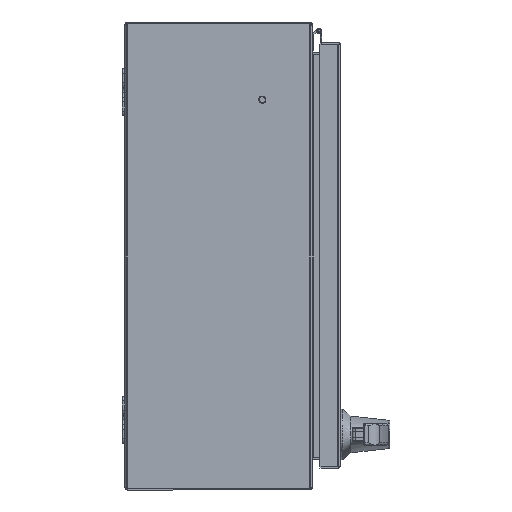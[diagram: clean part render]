
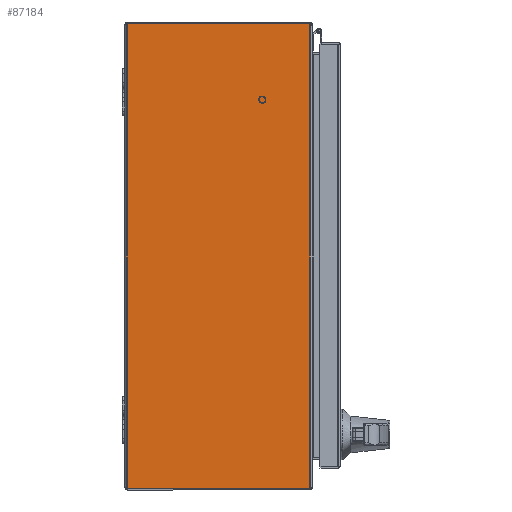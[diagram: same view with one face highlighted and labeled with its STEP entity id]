
A CAD part, front view. The second image highlights one B-rep face of the part: STEP entity #87184.
In plain terms, the highlighted face is planar.
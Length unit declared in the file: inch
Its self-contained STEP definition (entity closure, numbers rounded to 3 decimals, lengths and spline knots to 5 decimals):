
#1562 = CARTESIAN_POINT ( 'NONE',  ( 9.92789, -7.85858, -15. ) ) ;
#4399 = EDGE_LOOP ( 'NONE', ( #43310, #33775, #36766, #91029, #53431, #100291 ) ) ;
#5573 = CARTESIAN_POINT ( 'NONE',  ( 9.82789, -7.85858, -15. ) ) ;
#8576 = DIRECTION ( 'NONE',  ( 0., 0., 1. ) ) ;
#14147 = DIRECTION ( 'NONE',  ( 0., 0., 1. ) ) ;
#14604 = DIRECTION ( 'NONE',  ( -1., 0., 0. ) ) ;
#16969 = CARTESIAN_POINT ( 'NONE',  ( -9.92789, -7.85858, -15. ) ) ;
#23809 = DIRECTION ( 'NONE',  ( 1., 0., 0. ) ) ;
#26324 = VECTOR ( 'NONE', #70286, 39.37008 ) ;
#26906 = VECTOR ( 'NONE', #89068, 39.37008 ) ;
#27794 = CARTESIAN_POINT ( 'NONE',  ( -9.92789, -0.108, -15. ) ) ;
#31671 = LINE ( 'NONE', #68072, #26324 ) ;
#33320 = EDGE_CURVE ( 'NONE', #54034, #88828, #87340, .T. ) ;
#33775 = ORIENTED_EDGE ( 'NONE', *, *, #37497, .F. ) ;
#33881 = DIRECTION ( 'NONE',  ( 1., 0., 0. ) ) ;
#34963 = PLANE ( 'NONE',  #73836 ) ;
#36534 = VECTOR ( 'NONE', #49517, 39.37008 ) ;
#36766 = ORIENTED_EDGE ( 'NONE', *, *, #33320, .F. ) ;
#37497 = EDGE_CURVE ( 'NONE', #88828, #45955, #83397, .T. ) ;
#41912 = EDGE_CURVE ( 'NONE', #97690, #61431, #31671, .T. ) ;
#43310 = ORIENTED_EDGE ( 'NONE', *, *, #56298, .F. ) ;
#45955 = VERTEX_POINT ( 'NONE', #58513 ) ;
#46544 = FACE_OUTER_BOUND ( 'NONE', #4399, .T. ) ;
#47208 = VECTOR ( 'NONE', #61519, 39.37008 ) ;
#47650 = AXIS2_PLACEMENT_3D ( 'NONE', #5573, #14147, #23809 ) ;
#47692 = DIRECTION ( 'NONE',  ( 0., 0., 1. ) ) ;
#49517 = DIRECTION ( 'NONE',  ( -1., 0., 0. ) ) ;
#53431 = ORIENTED_EDGE ( 'NONE', *, *, #65544, .F. ) ;
#53819 = CARTESIAN_POINT ( 'NONE',  ( 9.92789, -0.108, -15. ) ) ;
#54034 = VERTEX_POINT ( 'NONE', #16969 ) ;
#56298 = EDGE_CURVE ( 'NONE', #45955, #97690, #69903, .T. ) ;
#58513 = CARTESIAN_POINT ( 'NONE',  ( 9.92214, -7.892, -15. ) ) ;
#61431 = VERTEX_POINT ( 'NONE', #53819 ) ;
#61460 = VERTEX_POINT ( 'NONE', #27794 ) ;
#61519 = DIRECTION ( 'NONE',  ( 1., 0., 0. ) ) ;
#63281 = LINE ( 'NONE', #75336, #36534 ) ;
#65544 = EDGE_CURVE ( 'NONE', #61431, #61460, #63281, .T. ) ;
#66167 = AXIS2_PLACEMENT_3D ( 'NONE', #98979, #47692, #14604 ) ;
#67491 = CARTESIAN_POINT ( 'NONE',  ( -9.92214, -7.892, -15. ) ) ;
#68072 = CARTESIAN_POINT ( 'NONE',  ( 9.92789, 0., -15. ) ) ;
#69903 = CIRCLE ( 'NONE', #47650, 0.1 ) ;
#70286 = DIRECTION ( 'NONE',  ( 0., 1., 0. ) ) ;
#73836 = AXIS2_PLACEMENT_3D ( 'NONE', #85050, #8576, #33881 ) ;
#74729 = CARTESIAN_POINT ( 'NONE',  ( -69.406, -7.892, -15. ) ) ;
#75336 = CARTESIAN_POINT ( 'NONE',  ( 9.892, -0.108, -15. ) ) ;
#83397 = LINE ( 'NONE', #74729, #47208 ) ;
#85050 = CARTESIAN_POINT ( 'NONE',  ( -69.406, 0., -15. ) ) ;
#87184 = ADVANCED_FACE ( 'NONE', ( #46544 ), #34963, .F. ) ;
#87340 = CIRCLE ( 'NONE', #66167, 0.1 ) ;
#87560 = CARTESIAN_POINT ( 'NONE',  ( -9.92789, 0., -15. ) ) ;
#88828 = VERTEX_POINT ( 'NONE', #67491 ) ;
#89068 = DIRECTION ( 'NONE',  ( 0., -1., 0. ) ) ;
#91029 = ORIENTED_EDGE ( 'NONE', *, *, #100621, .F. ) ;
#97690 = VERTEX_POINT ( 'NONE', #1562 ) ;
#98979 = CARTESIAN_POINT ( 'NONE',  ( -9.82789, -7.85858, -15. ) ) ;
#100291 = ORIENTED_EDGE ( 'NONE', *, *, #41912, .F. ) ;
#100621 = EDGE_CURVE ( 'NONE', #61460, #54034, #109648, .T. ) ;
#109648 = LINE ( 'NONE', #87560, #26906 ) ;
